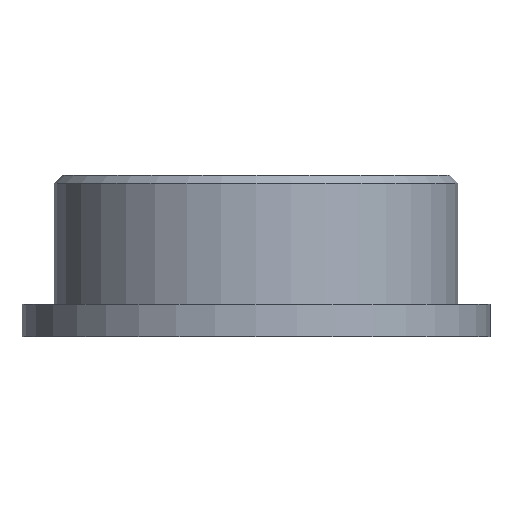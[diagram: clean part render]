
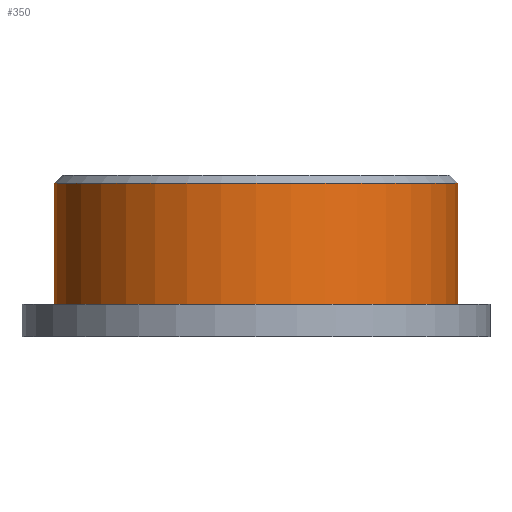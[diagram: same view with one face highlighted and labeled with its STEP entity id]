
A CAD part, front view. The second image highlights one B-rep face of the part: STEP entity #350.
In plain terms, the highlighted cylindrical face has radius 5 mm (diameter 10 mm), a full revolution.
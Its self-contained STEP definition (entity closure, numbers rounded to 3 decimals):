
#56=CYLINDRICAL_SURFACE('',#559,5.);
#100=ORIENTED_EDGE('',*,*,#132,.F.);
#101=ORIENTED_EDGE('',*,*,#126,.T.);
#126=EDGE_CURVE('',#163,#163,#188,.T.);
#132=EDGE_CURVE('',#169,#169,#194,.T.);
#163=VERTEX_POINT('',#767);
#169=VERTEX_POINT('',#782);
#188=CIRCLE('',#549,5.);
#194=CIRCLE('',#558,5.);
#237=EDGE_LOOP('',(#100));
#238=EDGE_LOOP('',(#101));
#299=FACE_BOUND('',#237,.T.);
#300=FACE_BOUND('',#238,.T.);
#350=ADVANCED_FACE('',(#299,#300),#56,.T.);
#549=AXIS2_PLACEMENT_3D('',#766,#658,#659);
#558=AXIS2_PLACEMENT_3D('',#781,#676,#677);
#559=AXIS2_PLACEMENT_3D('',#783,#678,#679);
#658=DIRECTION('',(0.,0.,1.));
#659=DIRECTION('',(1.,0.,0.));
#676=DIRECTION('',(0.,0.,1.));
#677=DIRECTION('',(1.,0.,0.));
#678=DIRECTION('',(0.,0.,1.));
#679=DIRECTION('',(1.,0.,0.));
#766=CARTESIAN_POINT('',(0.,0.,-1.2));
#767=CARTESIAN_POINT('',(5.,0.,-1.2));
#781=CARTESIAN_POINT('',(0.,0.,1.8));
#782=CARTESIAN_POINT('',(5.,0.,1.8));
#783=CARTESIAN_POINT('',(0.,0.,2.));
